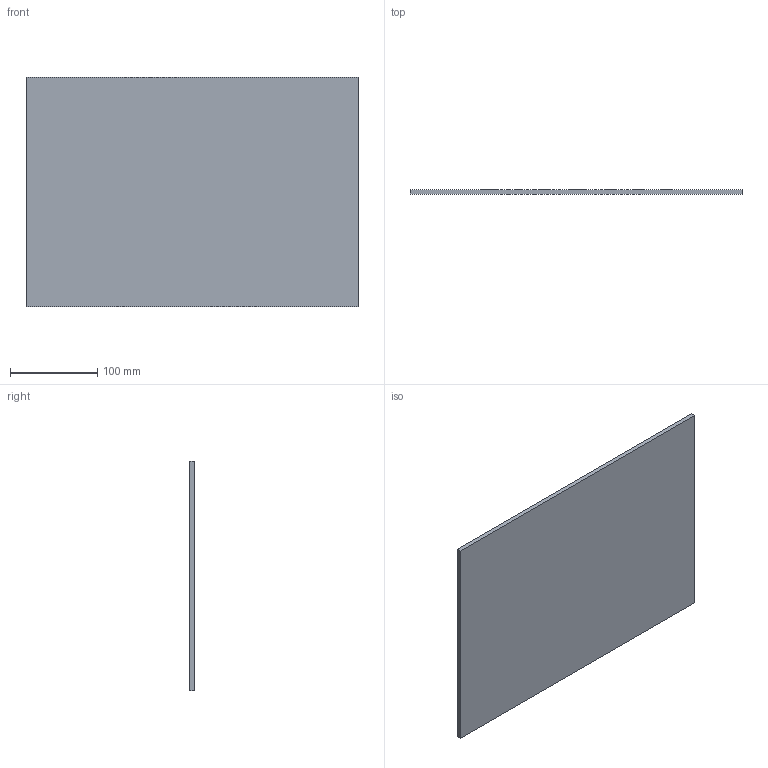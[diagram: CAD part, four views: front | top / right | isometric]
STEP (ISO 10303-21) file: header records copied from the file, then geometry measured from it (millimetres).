
FILE_DESCRIPTION (( 'STEP AP203' ), '1' );
FILE_NAME ('Part4_Default_sldprt.STEP', '2022-02-22T13:17:23', ( '' ), ( '' ), 'SwSTEP 2.0', 'SolidWorks 2021', '' );
FILE_SCHEMA (( 'CONFIG_CONTROL_DESIGN' ));
Length unit declared in the file: millimetre
Products named in the file (1): Part4_Default_sldprt
Bounding box: 380 x 5.2 x 262.5 mm (x, y, z)
Volume: 516802.7 mm3; surface area: 207319.3 mm2
Topology: 1 solids, 1 shells, 87 faces, 231 edges, 154 vertices
Faces by surface type: plane 49, bspline 38
Entity records: 5022 total; most frequent: CARTESIAN_POINT 3039, ORIENTED_EDGE 462, DIRECTION 255, EDGE_CURVE 231, LINE 155, VECTOR 155, VERTEX_POINT 154, EDGE_LOOP 95
